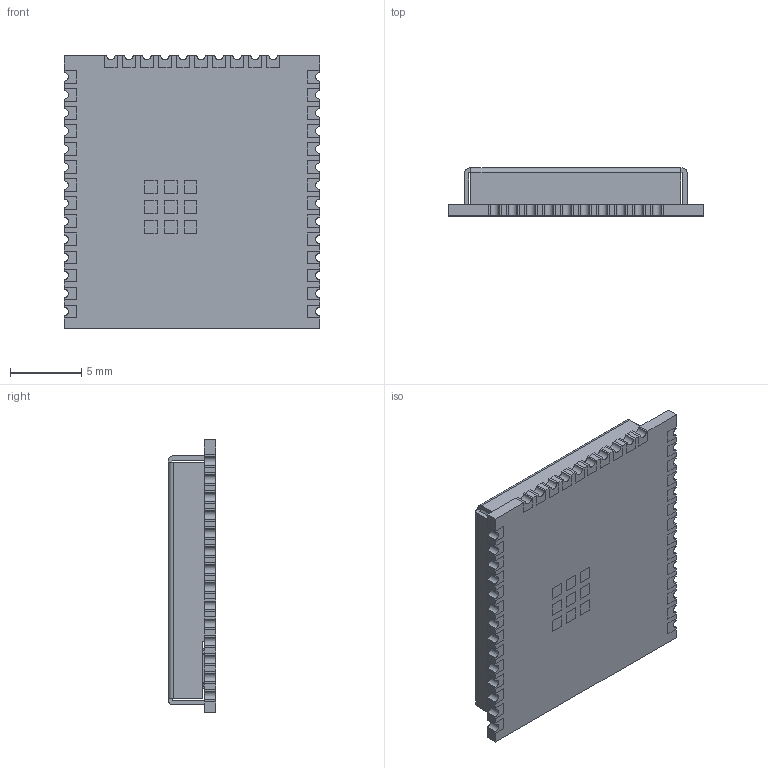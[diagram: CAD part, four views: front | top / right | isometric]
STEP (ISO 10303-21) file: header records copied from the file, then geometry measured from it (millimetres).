
FILE_DESCRIPTION (( 'STEP AP214' ), '1' );
FILE_NAME ('ESP32-WROOM-32UE(M113EH6400UH3Q0).STEP', '2021-06-09T17:44:23', ( '' ), ( '' ), 'SwSTEP 2.0', 'SolidWorks 2017', '' );
FILE_SCHEMA (( 'AUTOMOTIVE_DESIGN' ));
Length unit declared in the file: millimetre
Products named in the file (1): ESP32-WROOM-32UE(M113EH6400UH3Q0)
Bounding box: 18 x 3.35 x 19.2 mm (x, y, z)
Volume: 389.3 mm3; surface area: 1742.6 mm2
Topology: 54 solids, 54 shells, 818 faces, 2091 edges, 1392 vertices
Faces by surface type: plane 747, cylinder 69, torus 2
Entity records: 24864 total; most frequent: CARTESIAN_POINT 4302, ORIENTED_EDGE 4182, DIRECTION 3871, EDGE_CURVE 2091, LINE 1949, VECTOR 1949, VERTEX_POINT 1392, AXIS2_PLACEMENT_3D 961
